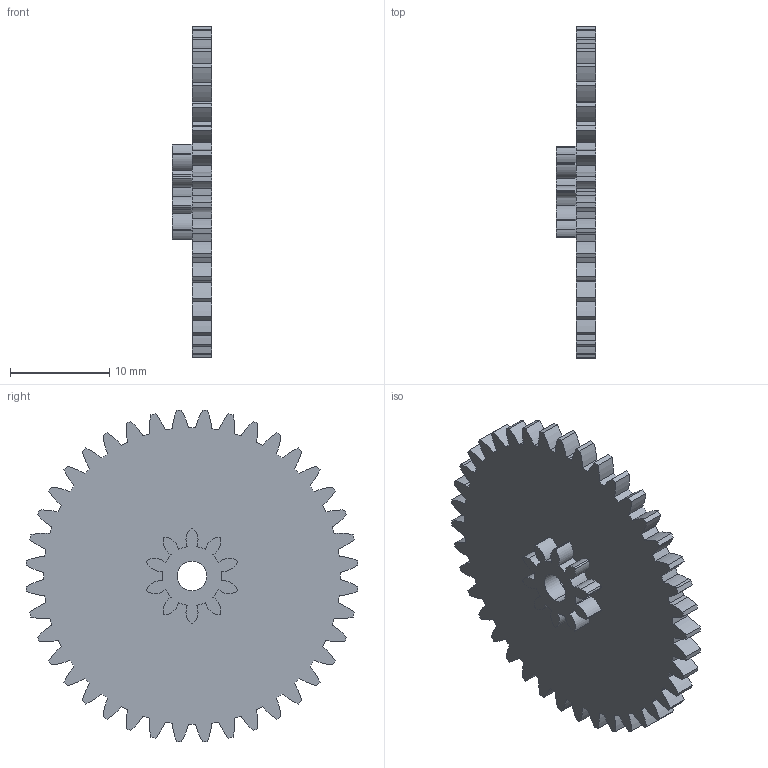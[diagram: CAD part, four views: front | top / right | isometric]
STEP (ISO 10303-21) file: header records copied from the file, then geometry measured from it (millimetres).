
FILE_DESCRIPTION (( 'STEP AP214' ), '1' );
FILE_NAME ('2瘍喘謫.STEP', '2019-11-20T12:15:26', ( '' ), ( '' ), 'SwSTEP 2.0', 'SolidWorks 2020', '' );
FILE_SCHEMA (( 'AUTOMOTIVE_DESIGN' ));
Length unit declared in the file: millimetre
Products named in the file (3): 2瘍喘謫b-toolbox_2瘍喘謫b-toolbox; 2瘍喘謫a-toolbox_2瘍喘謫tb; 2瘍喘謫
Assembly tree (2 placements, depth 2):
  2瘍喘謫
    2瘍喘謫a-toolbox_2瘍喘謫tb
    2瘍喘謫b-toolbox_2瘍喘謫b-toolbox
Bounding box: 4 x 33.53 x 33.53 mm (x, y, z)
Volume: 1645.5 mm3; surface area: 2189.6 mm2
Topology: 2 solids, 2 shells, 218 faces, 642 edges, 428 vertices
Faces by surface type: cylinder 214, plane 4
Entity records: 7652 total; most frequent: DIRECTION 1516, CARTESIAN_POINT 1293, ORIENTED_EDGE 1284, AXIS2_PLACEMENT_3D 651, EDGE_CURVE 642, VERTEX_POINT 428, CIRCLE 428, EDGE_LOOP 222
